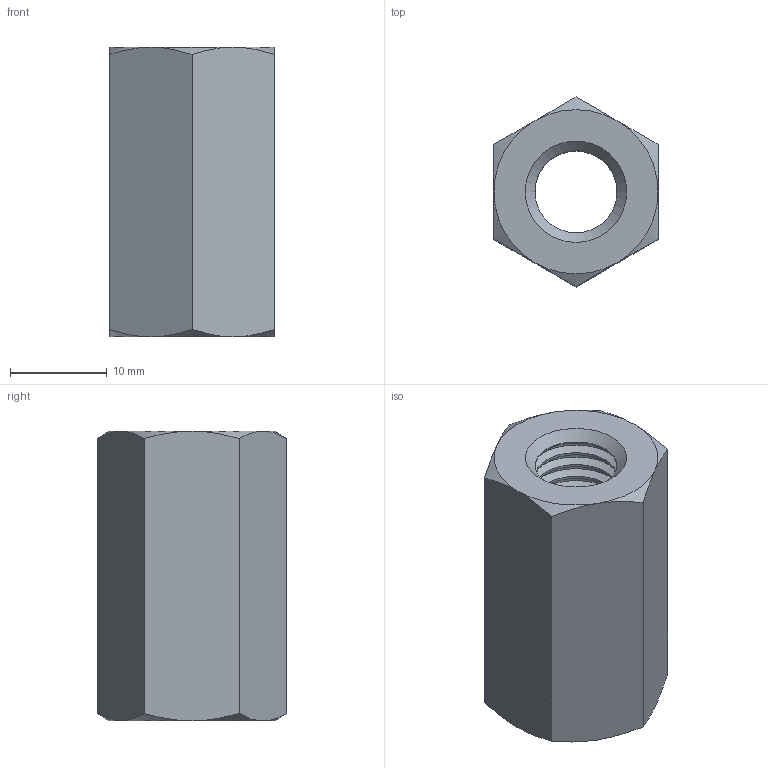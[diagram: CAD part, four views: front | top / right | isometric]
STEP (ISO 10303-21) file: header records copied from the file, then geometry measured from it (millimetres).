
FILE_DESCRIPTION( ( 'Unknown' ), '1' );
FILE_NAME( 'PT05-1017.stp', 'Unknown', ( 'Unknown' ), ( 'Unknown' ), 'XStep 1.0', 'Unknown', ' ' );
FILE_SCHEMA( ( 'CONFIG_CONTROL_DESIGN' ) );
Length unit declared in the file: millimetre
Products named in the file (1): 1
Bounding box: 17 x 19.63 x 30 mm (x, y, z)
Volume: 5438.1 mm3; surface area: 3446.6 mm2
Topology: 1 solids, 1 shells, 98 faces, 201 edges, 105 vertices
Faces by surface type: cone 52, cylinder 38, plane 8
Full cylindrical faces by diameter (mm): 8.5 x19, 10 x19
Entity records: 2228 total; most frequent: CARTESIAN_POINT 459, DIRECTION 386, ORIENTED_EDGE 242, AXIS2_PLACEMENT_3D 190, EDGE_LOOP 178, FACE_OUTER_BOUND 136, EDGE_CURVE 121, VERTEX_POINT 103
